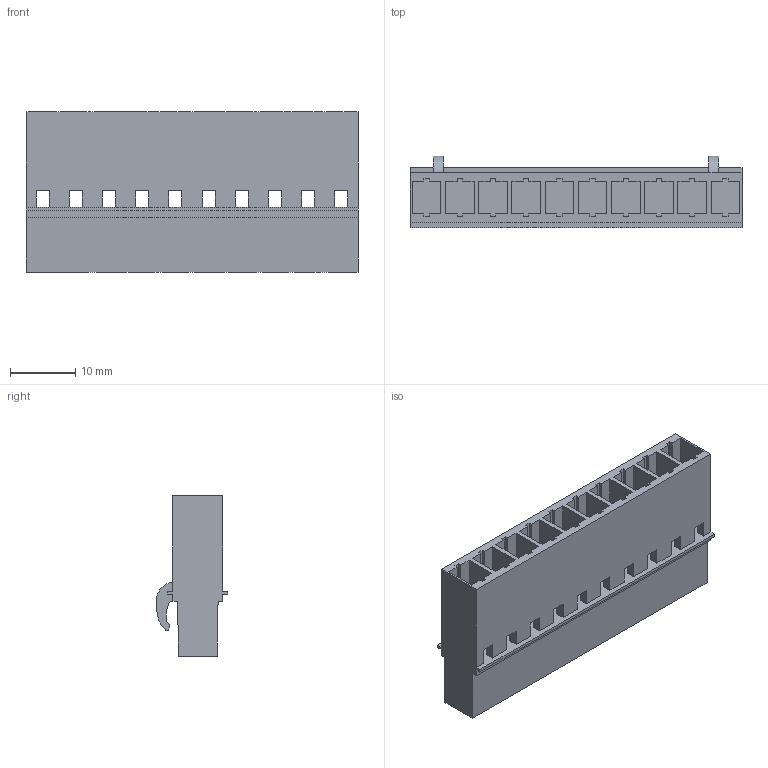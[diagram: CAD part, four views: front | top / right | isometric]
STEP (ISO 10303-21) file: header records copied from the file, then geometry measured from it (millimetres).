
FILE_DESCRIPTION(('CATIA V5 STEP','CAx-IF Rec.Pracs.--- Model Styling and Organization---1.2---2011-12-15'),'2;1');
FILE_NAME ('D1453355_0_1610570000_1610570000.stp','2018-09-01T02:39:41+00:00',('none'),('Weidmueller'),'CATIA Version 5-6 Release 2014','CATIA V5 STEP AP214','none');
FILE_SCHEMA(('AUTOMOTIVE_DESIGN { 1 0 10303 214 1 1 1 1 }'));
Length unit declared in the file: millimetre
Products named in the file (1): 1610570000
Bounding box: 50.8 x 11 x 24.55 mm (x, y, z)
Volume: 5240.2 mm3; surface area: 7057 mm2
Topology: 1 solids, 1 shells, 289 faces, 878 edges, 578 vertices
Faces by surface type: plane 231, cylinder 38, cone 20
Entity records: 8858 total; most frequent: ORIENTED_EDGE 1756, CARTESIAN_POINT 1584, DIRECTION 1117, EDGE_CURVE 878, VECTOR 777, LINE 777, VERTEX_POINT 578, EDGE_LOOP 316
